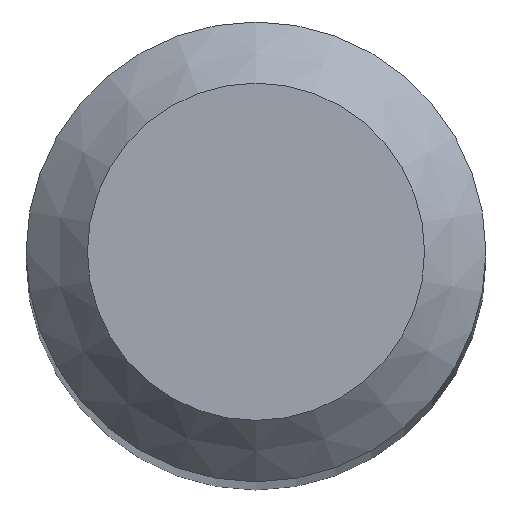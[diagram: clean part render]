
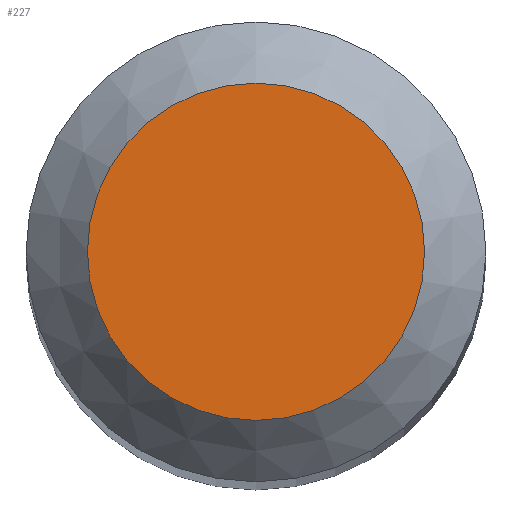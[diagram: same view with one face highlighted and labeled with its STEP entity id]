
A CAD part, top view. The second image highlights one B-rep face of the part: STEP entity #227.
In plain terms, the highlighted planar face has unit normal (0, 0, 1).
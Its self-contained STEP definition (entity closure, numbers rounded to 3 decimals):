
#1 = DIRECTION ( 'NONE',  ( 0., 1., 0. ) ) ;
#2 = VERTEX_POINT ( 'NONE', #166 ) ;
#48 = PLANE ( 'NONE',  #212 ) ;
#56 = CARTESIAN_POINT ( 'NONE',  ( 0., 0., 43. ) ) ;
#108 = CIRCLE ( 'NONE', #238, 1.1 ) ;
#131 = DIRECTION ( 'NONE',  ( 0., 1., 0. ) ) ;
#135 = DIRECTION ( 'NONE',  ( 0., 0., -1. ) ) ;
#149 = EDGE_CURVE ( 'NONE', #2, #2, #108, .T. ) ;
#164 = CARTESIAN_POINT ( 'NONE',  ( 0., 0., 43. ) ) ;
#166 = CARTESIAN_POINT ( 'NONE',  ( 0., 1.1, 43. ) ) ;
#176 = ORIENTED_EDGE ( 'NONE', *, *, #149, .F. ) ;
#185 = FACE_OUTER_BOUND ( 'NONE', #230, .T. ) ;
#197 = DIRECTION ( 'NONE',  ( 0., 0., -1. ) ) ;
#212 = AXIS2_PLACEMENT_3D ( 'NONE', #164, #135, #1 ) ;
#227 = ADVANCED_FACE ( 'NONE', ( #185 ), #48, .F. ) ;
#230 = EDGE_LOOP ( 'NONE', ( #176 ) ) ;
#238 = AXIS2_PLACEMENT_3D ( 'NONE', #56, #197, #131 ) ;
